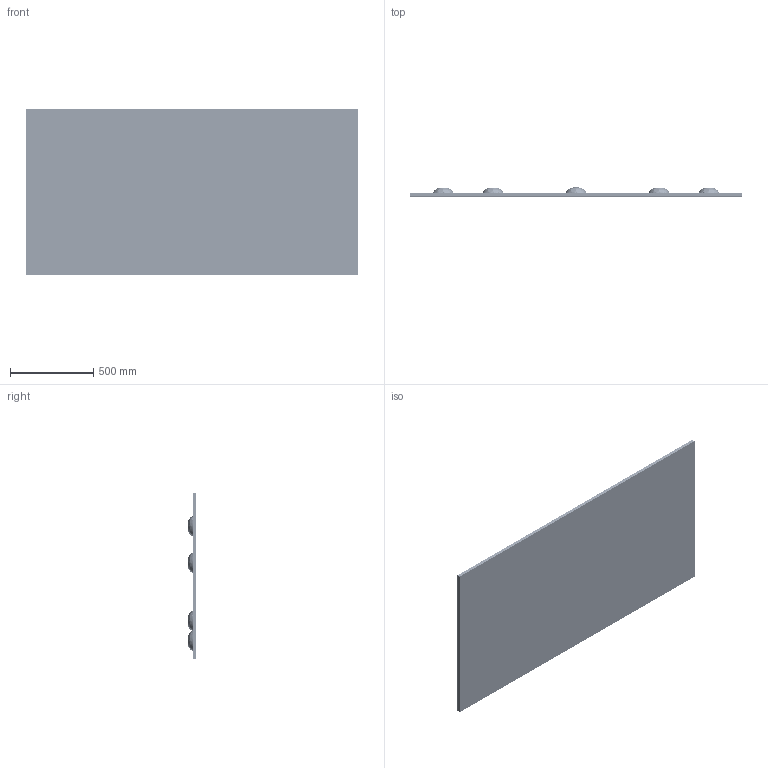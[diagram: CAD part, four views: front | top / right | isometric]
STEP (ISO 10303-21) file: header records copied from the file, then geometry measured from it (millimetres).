
FILE_DESCRIPTION(/* description */ (''),/* implementation_level */ '2;1');
FILE_NAME(/* name */ 'e-Wall.step',/* time_stamp */ '2018-09-18T14:07:37+02:00',/* author */ (''),/* organization */ (''),/* preprocessor_version */ 'ST-DEVELOPER v17.2',/* originating_system */ 'Autodesk Translation Framework v7.6.0.251',/* authorisation */ '');
FILE_SCHEMA (('AUTOMOTIVE_DESIGN { 1 0 10303 214 3 1 1 }'));
Products named in the file (76): E-WALL; PlayAlive Sensor v/1; PCB_ASS_AF0_ASM; PlayAlive Sensor v/1_1; PCB_ASS_AF0_ASM_1; PlayAlive Sensor v/1_2; PCB_ASS_AF0_ASM_2; PlayAlive Sensor v/1_3; RIBS_FRAME; LABLE37; TOP_PART_AF0; PCB_ASS_AF0_ASM_3; SEALING_MASS_AF0; PCBA_HOLDER_AF0; PCB1_AF0; PCB2_AF0; Diode 1.0; Diode 2.0; Diode 3.0; Diode 4.0; Diode 5.0; Diode 6.0; Diode 7.0; Diode 8.0; Diode 9.0; Diode 10; Diode 11; Diode 12; Diode 13; Diode 14; Diode 15; Diode 16; PlayAlive Sensor v/1 v10(Mirror); SCREW_20(Mirror); Component50(Mirror); RIBS_FRAME(Mirror); LABLE37(Mirror); TOP_PART_AF0(Mirror); PCB_ASS_AF0_ASM(Mirror); SEALING_MASS_AF0(Mirror) ...
Assembly tree (148 placements, depth 4):
  E-WALL
    PlayAlive Sensor v/1
      RIBS_FRAME
      LABLE37
      TOP_PART_AF0
      PCB_ASS_AF0_ASM
        SEALING_MASS_AF0
        PCBA_HOLDER_AF0
        PCB1_AF0
        PCB2_AF0
      Diode 1.0
      Diode 2.0
      Diode 3.0
      Diode 4.0
      Diode 5.0
      Diode 6.0
      Diode 7.0
      Diode 8.0
      Diode 9.0
      Diode 10
      Diode 11
      Diode 12
      Diode 13
      Diode 14
      Diode 15
      Diode 16
    PlayAlive Sensor v/1_1
      RIBS_FRAME
      LABLE37
      TOP_PART_AF0
      PCB_ASS_AF0_ASM_1
        SEALING_MASS_AF0
        PCBA_HOLDER_AF0
        PCB1_AF0
        PCB2_AF0
      Diode 1.0
      Diode 2.0
      Diode 3.0
      Diode 4.0
      Diode 5.0
      Diode 6.0
      Diode 7.0
      Diode 8.0
      Diode 9.0
      Diode 10
      Diode 11
      Diode 12
      Diode 13
      Diode 14
      Diode 15
      Diode 16
    PlayAlive Sensor v/1_2
      RIBS_FRAME
      LABLE37
      TOP_PART_AF0
      PCB_ASS_AF0_ASM_2
        SEALING_MASS_AF0
        PCBA_HOLDER_AF0
        PCB1_AF0
        PCB2_AF0
Bounding box: 2000 x 52.94 x 1000 mm (x, y, z)
Volume: 40671308.4 mm3; surface area: 4808815.2 mm2
Topology: 103 solids, 199 shells, 8758 faces, 23944 edges, 15480 vertices
Faces by surface type: plane 3324, bspline 2576, cylinder 1372, cone 1032, torus 406, sphere 48
Full cylindrical faces by diameter (mm): 1 x12, 1.5 x18, 1.6 x6, 2.5 x24, 3 x120, 3.3 x24, 5 x8, 6 x24, 37 x12, 37.3 x6, 39.8 x6, 74.835 x6
Entity records: 158541 total; most frequent: CARTESIAN_POINT 88425, ORIENTED_EDGE 14938, DIRECTION 13078, EDGE_CURVE 7821, VERTEX_POINT 5051, AXIS2_PLACEMENT_3D 5012, LINE 3054, VECTOR 3054
